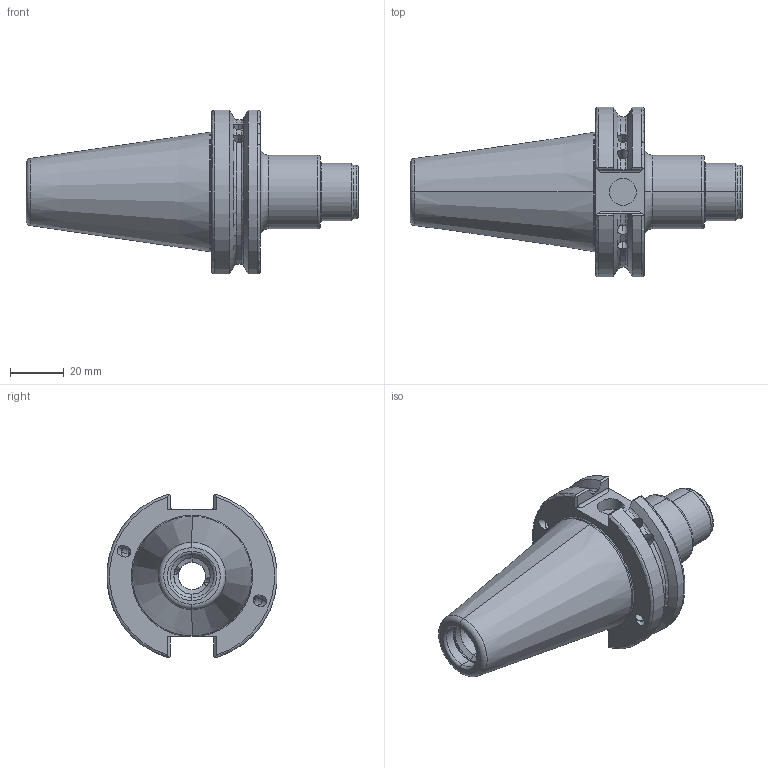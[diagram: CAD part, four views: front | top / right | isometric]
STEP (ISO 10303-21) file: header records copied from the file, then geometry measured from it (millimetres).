
FILE_DESCRIPTION (( 'STEP AP203' ), '1' );
FILE_NAME ('CA40BS25-10063HP1.STEP', '2020-11-19T03:32:54', ( 'user' ), ( '' ), 'SwSTEP 2.0', 'SolidWorks 2013', '' );
FILE_SCHEMA (( 'CONFIG_CONTROL_DESIGN' ));
Length unit declared in the file: millimetre
Products named in the file (1): CA40BS25-10063HP1
Bounding box: 123.75 x 63.32 x 60.98 mm (x, y, z)
Volume: 118651.7 mm3; surface area: 25353 mm2
Topology: 1 solids, 1 shells, 172 faces, 462 edges, 286 vertices
Faces by surface type: cylinder 68, plane 37, torus 36, cone 31
Entity records: 6007 total; most frequent: CARTESIAN_POINT 1815, ORIENTED_EDGE 900, DIRECTION 830, EDGE_CURVE 450, AXIS2_PLACEMENT_3D 343, VERTEX_POINT 286, EDGE_LOOP 192, FACE_OUTER_BOUND 172
